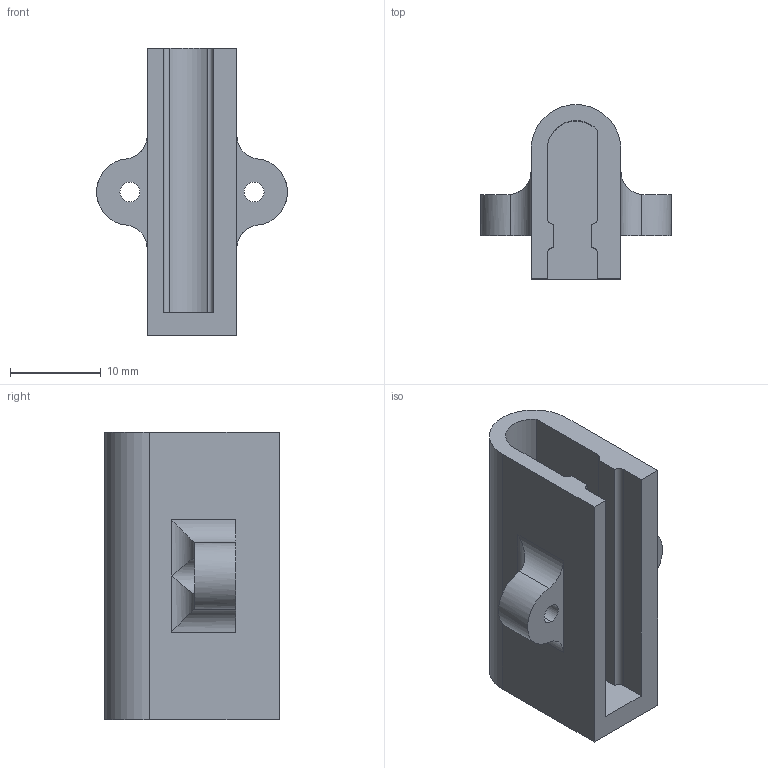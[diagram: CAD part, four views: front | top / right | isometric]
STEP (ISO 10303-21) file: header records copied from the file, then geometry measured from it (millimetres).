
FILE_DESCRIPTION (( 'STEP AP203' ), '1' );
FILE_NAME ('G0011_catch_and_release_enclosure.step', '2019-10-07T21:30:02', ( '' ), ( '' ), 'SwSTEP 2.0', 'SolidWorks 2017', '' );
FILE_SCHEMA (( 'CONFIG_CONTROL_DESIGN' ));
Length unit declared in the file: inch
Products named in the file (1): G0011_catch_and_release_enclosure
Bounding box: 21.06 x 19.25 x 31.75 mm (x, y, z)
Volume: 3378.2 mm3; surface area: 3343.5 mm2
Topology: 1 solids, 1 shells, 42 faces, 112 edges, 74 vertices
Faces by surface type: cylinder 24, plane 18
Entity records: 1461 total; most frequent: CARTESIAN_POINT 325, ORIENTED_EDGE 224, DIRECTION 216, EDGE_CURVE 112, AXIS2_PLACEMENT_3D 77, VERTEX_POINT 74, LINE 62, VECTOR 62
